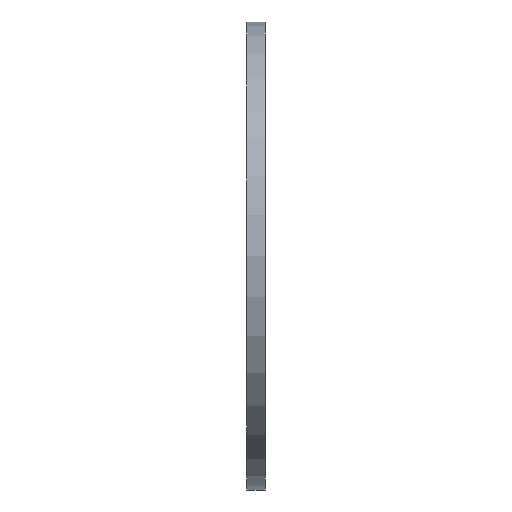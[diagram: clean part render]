
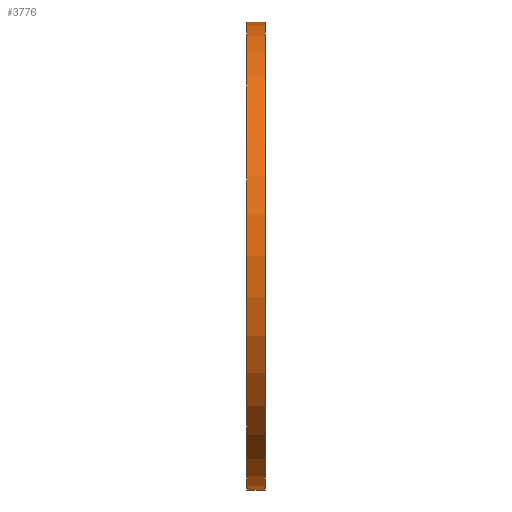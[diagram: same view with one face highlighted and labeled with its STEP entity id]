
A CAD part, left-side view. The second image highlights one B-rep face of the part: STEP entity #3776.
In plain terms, the highlighted cylindrical face has radius 50 mm (diameter 100 mm), a partial arc.
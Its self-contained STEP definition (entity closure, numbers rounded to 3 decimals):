
#142 = VERTEX_POINT ( 'NONE', #13598 ) ;
#239 = EDGE_CURVE ( 'NONE', #12148, #142, #10391, .T. ) ;
#340 = VECTOR ( 'NONE', #3011, 1000. ) ;
#554 = FACE_OUTER_BOUND ( 'NONE', #10966, .T. ) ;
#767 = ORIENTED_EDGE ( 'NONE', *, *, #9417, .F. ) ;
#1225 = CARTESIAN_POINT ( 'NONE',  ( 0., 2., 0. ) ) ;
#1738 = CARTESIAN_POINT ( 'NONE',  ( 0., -2., 0. ) ) ;
#3011 = DIRECTION ( 'NONE',  ( 0., -1., 0. ) ) ;
#3067 = CARTESIAN_POINT ( 'NONE',  ( 0., 2., 50. ) ) ;
#3286 = EDGE_CURVE ( 'NONE', #142, #7140, #11752, .T. ) ;
#3463 = DIRECTION ( 'NONE',  ( 0., 0., -1. ) ) ;
#3568 = DIRECTION ( 'NONE',  ( 0., -1., 0. ) ) ;
#3776 = ADVANCED_FACE ( 'NONE', ( #554 ), #12261, .T. ) ;
#3873 = VERTEX_POINT ( 'NONE', #3067 ) ;
#4251 = DIRECTION ( 'NONE',  ( 0., 1., 0. ) ) ;
#4536 = LINE ( 'NONE', #9714, #340 ) ;
#4642 = ORIENTED_EDGE ( 'NONE', *, *, #239, .T. ) ;
#6049 = CARTESIAN_POINT ( 'NONE',  ( 0., 2., -50. ) ) ;
#6815 = AXIS2_PLACEMENT_3D ( 'NONE', #1225, #10166, #3463 ) ;
#7140 = VERTEX_POINT ( 'NONE', #9348 ) ;
#7166 = CIRCLE ( 'NONE', #13340, 50. ) ;
#7672 = DIRECTION ( 'NONE',  ( 0., 0., 1. ) ) ;
#8385 = EDGE_CURVE ( 'NONE', #3873, #7140, #4536, .T. ) ;
#9348 = CARTESIAN_POINT ( 'NONE',  ( 0., -2., 50. ) ) ;
#9361 = DIRECTION ( 'NONE',  ( 0., 0., 1. ) ) ;
#9417 = EDGE_CURVE ( 'NONE', #12148, #3873, #7166, .T. ) ;
#9551 = DIRECTION ( 'NONE',  ( 0., 1., 0. ) ) ;
#9614 = AXIS2_PLACEMENT_3D ( 'NONE', #1738, #9551, #9361 ) ;
#9710 = ORIENTED_EDGE ( 'NONE', *, *, #8385, .F. ) ;
#9714 = CARTESIAN_POINT ( 'NONE',  ( 0., 2., 50. ) ) ;
#10054 = VECTOR ( 'NONE', #3568, 1000. ) ;
#10166 = DIRECTION ( 'NONE',  ( 0., -1., 0. ) ) ;
#10391 = LINE ( 'NONE', #10401, #10054 ) ;
#10401 = CARTESIAN_POINT ( 'NONE',  ( 0., 2., -50. ) ) ;
#10483 = ORIENTED_EDGE ( 'NONE', *, *, #3286, .T. ) ;
#10966 = EDGE_LOOP ( 'NONE', ( #9710, #767, #4642, #10483 ) ) ;
#11752 = CIRCLE ( 'NONE', #9614, 50. ) ;
#12148 = VERTEX_POINT ( 'NONE', #6049 ) ;
#12261 = CYLINDRICAL_SURFACE ( 'NONE', #6815, 50. ) ;
#13261 = CARTESIAN_POINT ( 'NONE',  ( 0., 2., 0. ) ) ;
#13340 = AXIS2_PLACEMENT_3D ( 'NONE', #13261, #4251, #7672 ) ;
#13598 = CARTESIAN_POINT ( 'NONE',  ( 0., -2., -50. ) ) ;
